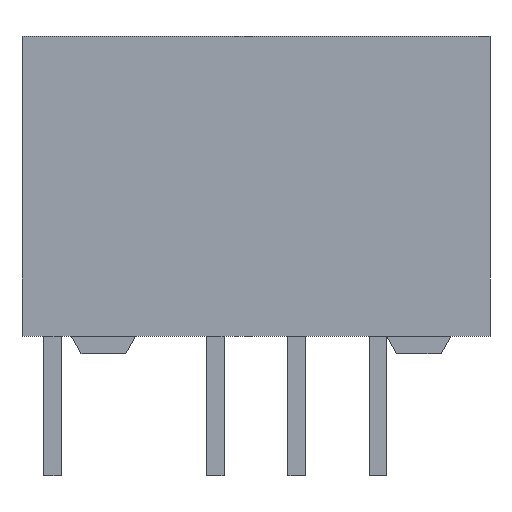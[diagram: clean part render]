
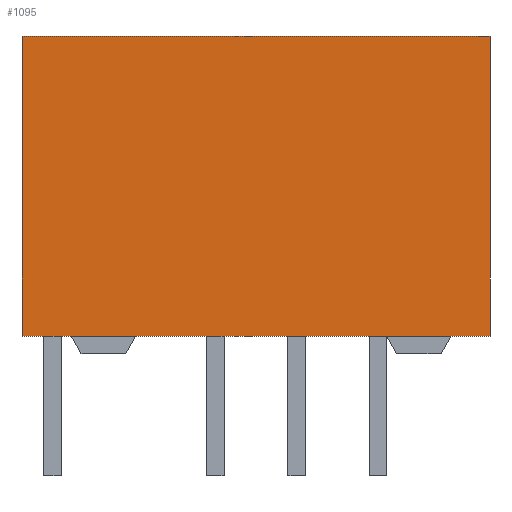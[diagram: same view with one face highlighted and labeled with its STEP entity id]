
A CAD part, front view. The second image highlights one B-rep face of the part: STEP entity #1095.
In plain terms, the highlighted planar face has unit normal (0, -1, 0).
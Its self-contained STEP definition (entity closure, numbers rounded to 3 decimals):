
#977=CARTESIAN_POINT('',(-7.3,-3.65,9.9));
#978=VERTEX_POINT('',#977);
#995=CARTESIAN_POINT('',(-7.3,-3.65,0.55));
#996=VERTEX_POINT('',#995);
#1003=CARTESIAN_POINT('',(-7.3,-3.65,0.55));
#1004=DIRECTION('',(0.0,0.0,1.0));
#1005=VECTOR('',#1004,9.35);
#1006=LINE('',#1003,#1005);
#1007=EDGE_CURVE('',#996,#978,#1006,.T.);
#1048=CARTESIAN_POINT('',(7.3,-3.65,9.9));
#1049=VERTEX_POINT('',#1048);
#1056=CARTESIAN_POINT('',(7.3,-3.65,0.55));
#1057=VERTEX_POINT('',#1056);
#1058=CARTESIAN_POINT('',(7.3,-3.65,0.55));
#1059=DIRECTION('',(0.0,0.0,1.0));
#1060=VECTOR('',#1059,9.35);
#1061=LINE('',#1058,#1060);
#1062=EDGE_CURVE('',#1057,#1049,#1061,.T.);
#1074=CARTESIAN_POINT('',(7.3,-3.65,0.55));
#1075=DIRECTION('',(0.0,-1.0,0.0));
#1076=DIRECTION('',(0.0,0.0,-1.0));
#1077=AXIS2_PLACEMENT_3D('',#1074,#1075,#1076);
#1078=PLANE('',#1077);
#1079=CARTESIAN_POINT('',(7.3,-3.65,9.9));
#1080=DIRECTION('',(-1.0,0.0,0.0));
#1081=VECTOR('',#1080,14.6);
#1082=LINE('',#1079,#1081);
#1083=EDGE_CURVE('',#1049,#978,#1082,.T.);
#1084=ORIENTED_EDGE('',*,*,#1083,.T.);
#1085=ORIENTED_EDGE('',*,*,#1007,.F.);
#1086=CARTESIAN_POINT('',(-7.3,-3.65,0.55));
#1087=DIRECTION('',(1.0,0.0,0.0));
#1088=VECTOR('',#1087,14.6);
#1089=LINE('',#1086,#1088);
#1090=EDGE_CURVE('',#996,#1057,#1089,.T.);
#1091=ORIENTED_EDGE('',*,*,#1090,.T.);
#1092=ORIENTED_EDGE('',*,*,#1062,.T.);
#1093=EDGE_LOOP('',(#1084,#1085,#1091,#1092));
#1094=FACE_OUTER_BOUND('',#1093,.T.);
#1095=ADVANCED_FACE('',(#1094),#1078,.T.);
